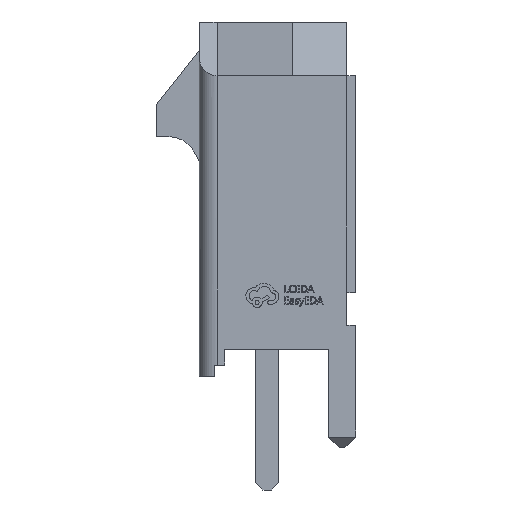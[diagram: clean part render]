
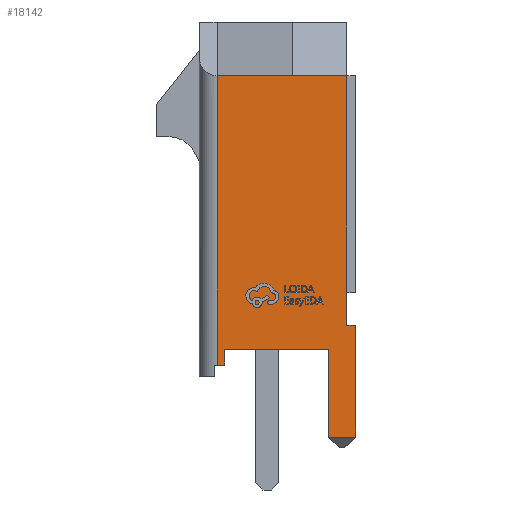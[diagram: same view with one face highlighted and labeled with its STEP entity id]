
A CAD part, left-side view. The second image highlights one B-rep face of the part: STEP entity #18142.
In plain terms, the highlighted planar face has unit normal (-1, 0, 0).
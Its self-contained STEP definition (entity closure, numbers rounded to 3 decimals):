
#514 = DIRECTION ( 'NONE',  ( 0., 1., 0. ) ) ;
#516 = ORIENTED_EDGE ( 'NONE', *, *, #8349, .T. ) ;
#576 = LINE ( 'NONE', #12604, #14079 ) ;
#605 = CARTESIAN_POINT ( 'NONE',  ( -4.825, -2.47, -1.7 ) ) ;
#839 = CARTESIAN_POINT ( 'NONE',  ( -4.825, 1.4, 8.4 ) ) ;
#945 = CARTESIAN_POINT ( 'NONE',  ( -4.825, 1.4, 0.31 ) ) ;
#1069 = VERTEX_POINT ( 'NONE', #10462 ) ;
#1522 = VECTOR ( 'NONE', #14969, 1000. ) ;
#1625 = EDGE_CURVE ( 'NONE', #14399, #1069, #5788, .T. ) ;
#1868 = CARTESIAN_POINT ( 'NONE',  ( -4.825, -1.715, 0.31 ) ) ;
#2450 = ORIENTED_EDGE ( 'NONE', *, *, #10068, .F. ) ;
#2502 = CARTESIAN_POINT ( 'NONE',  ( -4.825, 1.182, 0.31 ) ) ;
#2793 = LINE ( 'NONE', #7506, #1522 ) ;
#2994 = AXIS2_PLACEMENT_3D ( 'NONE', #10633, #16723, #4435 ) ;
#3656 = VECTOR ( 'NONE', #3986, 1000. ) ;
#3986 = DIRECTION ( 'NONE',  ( 0., -1., 0. ) ) ;
#4115 = DIRECTION ( 'NONE',  ( 0., 0., -1. ) ) ;
#4133 = FACE_OUTER_BOUND ( 'NONE', #5646, .T. ) ;
#4263 = CARTESIAN_POINT ( 'NONE',  ( -4.825, 1.182, 0.75 ) ) ;
#4271 = CARTESIAN_POINT ( 'NONE',  ( -4.825, -9.462, 1.425 ) ) ;
#4435 = DIRECTION ( 'NONE',  ( 0., 0., -1. ) ) ;
#5646 = EDGE_LOOP ( 'NONE', ( #2450, #516, #9860, #9527, #19379, #10354, #19418, #16976, #16022, #8098, #7019 ) ) ;
#5667 = DIRECTION ( 'NONE',  ( 0., 0., -1. ) ) ;
#5788 = LINE ( 'NONE', #4271, #15019 ) ;
#5845 = EDGE_CURVE ( 'NONE', #16667, #16955, #12542, .T. ) ;
#5931 = VECTOR ( 'NONE', #7377, 1000. ) ;
#6242 = VERTEX_POINT ( 'NONE', #8813 ) ;
#6270 = DIRECTION ( 'NONE',  ( 0., 0., -1. ) ) ;
#6325 = EDGE_CURVE ( 'NONE', #9465, #14870, #2793, .T. ) ;
#6674 = VECTOR ( 'NONE', #10538, 1000. ) ;
#7019 = ORIENTED_EDGE ( 'NONE', *, *, #7931, .T. ) ;
#7377 = DIRECTION ( 'NONE',  ( 0., 1., 0. ) ) ;
#7506 = CARTESIAN_POINT ( 'NONE',  ( -4.825, 1.182, 0.31 ) ) ;
#7638 = EDGE_CURVE ( 'NONE', #15437, #16667, #15546, .T. ) ;
#7883 = VECTOR ( 'NONE', #8189, 1000. ) ;
#7931 = EDGE_CURVE ( 'NONE', #6242, #8747, #8882, .T. ) ;
#8098 = ORIENTED_EDGE ( 'NONE', *, *, #9625, .F. ) ;
#8147 = DIRECTION ( 'NONE',  ( 0., -1., 0. ) ) ;
#8189 = DIRECTION ( 'NONE',  ( 0., 0., -1. ) ) ;
#8349 = EDGE_CURVE ( 'NONE', #11964, #12024, #14126, .T. ) ;
#8682 = CARTESIAN_POINT ( 'NONE',  ( -4.825, -2.47, -1.7 ) ) ;
#8747 = VERTEX_POINT ( 'NONE', #13767 ) ;
#8813 = CARTESIAN_POINT ( 'NONE',  ( -4.825, -2.22, 8.4 ) ) ;
#8840 = LINE ( 'NONE', #15192, #6674 ) ;
#8882 = LINE ( 'NONE', #19564, #5931 ) ;
#9465 = VERTEX_POINT ( 'NONE', #2502 ) ;
#9527 = ORIENTED_EDGE ( 'NONE', *, *, #6325, .T. ) ;
#9587 = VECTOR ( 'NONE', #5667, 1000. ) ;
#9625 = EDGE_CURVE ( 'NONE', #6242, #1069, #9695, .T. ) ;
#9695 = LINE ( 'NONE', #16138, #9587 ) ;
#9860 = ORIENTED_EDGE ( 'NONE', *, *, #13714, .T. ) ;
#10068 = EDGE_CURVE ( 'NONE', #11964, #8747, #8840, .T. ) ;
#10354 = ORIENTED_EDGE ( 'NONE', *, *, #7638, .T. ) ;
#10462 = CARTESIAN_POINT ( 'NONE',  ( -4.825, -2.22, 1.425 ) ) ;
#10538 = DIRECTION ( 'NONE',  ( 0., -1., 0. ) ) ;
#10633 = CARTESIAN_POINT ( 'NONE',  ( -4.825, 1.9, 9.9 ) ) ;
#10942 = CARTESIAN_POINT ( 'NONE',  ( -4.825, 1.4, 9.9 ) ) ;
#11746 = LINE ( 'NONE', #17833, #14063 ) ;
#11811 = CARTESIAN_POINT ( 'NONE',  ( -4.825, -1.715, -1.7 ) ) ;
#11964 = VERTEX_POINT ( 'NONE', #839 ) ;
#12024 = VERTEX_POINT ( 'NONE', #945 ) ;
#12038 = CARTESIAN_POINT ( 'NONE',  ( -4.825, -2.47, 1.425 ) ) ;
#12542 = LINE ( 'NONE', #605, #18771 ) ;
#12604 = CARTESIAN_POINT ( 'NONE',  ( -4.825, 1.466, 0.31 ) ) ;
#13554 = EDGE_CURVE ( 'NONE', #14399, #16955, #11746, .T. ) ;
#13714 = EDGE_CURVE ( 'NONE', #12024, #9465, #576, .T. ) ;
#13767 = CARTESIAN_POINT ( 'NONE',  ( -4.825, -0.7, 8.4 ) ) ;
#14063 = VECTOR ( 'NONE', #4115, 1000. ) ;
#14079 = VECTOR ( 'NONE', #18521, 1000. ) ;
#14126 = LINE ( 'NONE', #10942, #19457 ) ;
#14399 = VERTEX_POINT ( 'NONE', #12038 ) ;
#14870 = VERTEX_POINT ( 'NONE', #4263 ) ;
#14969 = DIRECTION ( 'NONE',  ( 0., 0., 1. ) ) ;
#15019 = VECTOR ( 'NONE', #514, 1000. ) ;
#15192 = CARTESIAN_POINT ( 'NONE',  ( -4.825, 1.4, 8.4 ) ) ;
#15437 = VERTEX_POINT ( 'NONE', #16412 ) ;
#15546 = LINE ( 'NONE', #1868, #7883 ) ;
#16022 = ORIENTED_EDGE ( 'NONE', *, *, #1625, .T. ) ;
#16138 = CARTESIAN_POINT ( 'NONE',  ( -4.825, -2.22, 8.4 ) ) ;
#16412 = CARTESIAN_POINT ( 'NONE',  ( -4.825, -1.715, 0.75 ) ) ;
#16622 = PLANE ( 'NONE',  #2994 ) ;
#16667 = VERTEX_POINT ( 'NONE', #11811 ) ;
#16723 = DIRECTION ( 'NONE',  ( 1., 0., 0. ) ) ;
#16955 = VERTEX_POINT ( 'NONE', #8682 ) ;
#16976 = ORIENTED_EDGE ( 'NONE', *, *, #13554, .F. ) ;
#17833 = CARTESIAN_POINT ( 'NONE',  ( -4.825, -2.47, 9.9 ) ) ;
#18000 = CARTESIAN_POINT ( 'NONE',  ( -4.825, 1.182, 0.75 ) ) ;
#18142 = ADVANCED_FACE ( 'NONE', ( #4133 ), #16622, .F. ) ;
#18521 = DIRECTION ( 'NONE',  ( 0., -1., 0. ) ) ;
#18771 = VECTOR ( 'NONE', #8147, 1000. ) ;
#18871 = EDGE_CURVE ( 'NONE', #14870, #15437, #19582, .T. ) ;
#19379 = ORIENTED_EDGE ( 'NONE', *, *, #18871, .T. ) ;
#19418 = ORIENTED_EDGE ( 'NONE', *, *, #5845, .T. ) ;
#19457 = VECTOR ( 'NONE', #6270, 1000. ) ;
#19564 = CARTESIAN_POINT ( 'NONE',  ( -4.825, -2.47, 8.4 ) ) ;
#19582 = LINE ( 'NONE', #18000, #3656 ) ;
